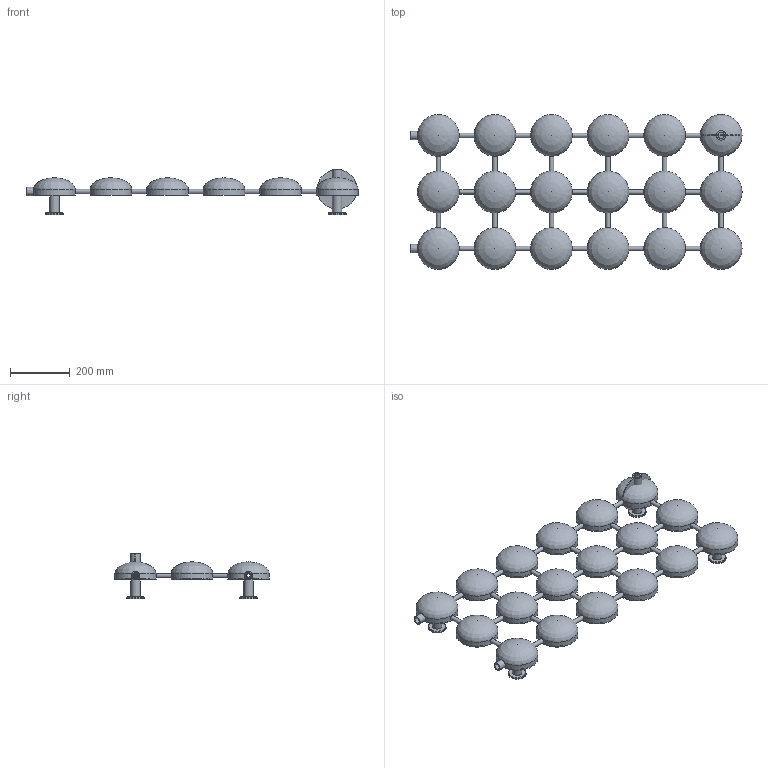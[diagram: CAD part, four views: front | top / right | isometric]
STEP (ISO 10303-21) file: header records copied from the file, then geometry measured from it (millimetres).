
FILE_DESCRIPTION( ( 'Unknown' ), '1' );
FILE_NAME( 'ATOM.stp', 'Unknown', ( 'Unknown' ), ( 'Unknown' ), 'PSStep 10.1', 'Unknown', ' ' );
FILE_SCHEMA( ( 'AUTOMOTIVE_DESIGN { 1 0 10303 214 1 1 1 1 }' ) );
Length unit declared in the file: millimetre
Products named in the file (68): Assem1; czasza 139,7   boczna; czasza 139,7   boczna-oa0; czasza 139,7   boczna-oa1; czasza 139,7   boczna-oa2; czasza 139,7   boczna-oa3; czasza 139,7   boczna-oa4; czasza 139,7   boczna-oa5; czasza 139,7   boczna-oa6; czasza 139,7   boczna-oa7; czasza 139,7   boczna-oa8; czasza 139,7   boczna-oa9; czasza 139,7   boczna-oa10; czasza 139,7   boczna-oa11; czasza 139,7   boczna-oa12; ｳｹcznik fi15 ; ³¹cznik fi15 -oa13; ³¹cznik fi15 -oa14; ³¹cznik fi15 -oa15; ³¹cznik fi15 -oa16; ³¹cznik fi15 -oa17; ³¹cznik fi15 -oa18; ³¹cznik fi15 -oa19; ³¹cznik fi15 -oa20; ³¹cznik fi15 -oa21; ³¹cznik fi15 -oa22; ³¹cznik fi15 -oa23; ³¹cznik fi15 -oa24; ³¹cznik fi15 -oa25; ³¹cznik fi15 -oa26; ³¹cznik fi15 -oa27; ³¹cznik fi15 -oa28; ³¹cznik fi15 -oa29; ³¹cznik fi15 -oa30; ³¹cznik fi15 -oa31; ³¹cznik fi15 -oa32; ³¹cznik fi15 -oa33; ³¹cznik fi15 -oa34; ³¹cznik fi15 -oa35; ³¹cznik fi15 -oa36 ...
Bounding box: 1113.2 x 519.1 x 151.5 mm (x, y, z)
Volume: 6057802.1 mm3; surface area: 3566635.6 mm2
Topology: 140 solids, 140 shells, 838 faces, 1778 edges, 1005 vertices
Faces by surface type: cylinder 454, plane 302, revolution 72, cone 10
Full cylindrical faces by diameter (mm): 0.02 x36, 4.917 x5, 6 x5, 11 x54, 14 x4, 15 x170, 18 x4, 20 x9, 21 x5, 21.042 x4, 28 x4, 32 x5, 60 x5, 131.7 x36, 133 x72, 139.7 x36
Entity records: 23261 total; most frequent: CARTESIAN_POINT 11430, DIRECTION 1708, ORIENTED_EDGE 1036, AXIS2_PLACEMENT_3D 836, EDGE_LOOP 760, FACE_OUTER_BOUND 616, EDGE_CURVE 518, VERTEX_POINT 438
